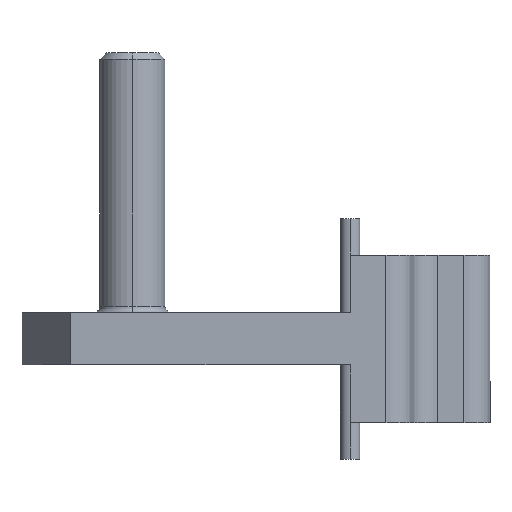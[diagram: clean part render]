
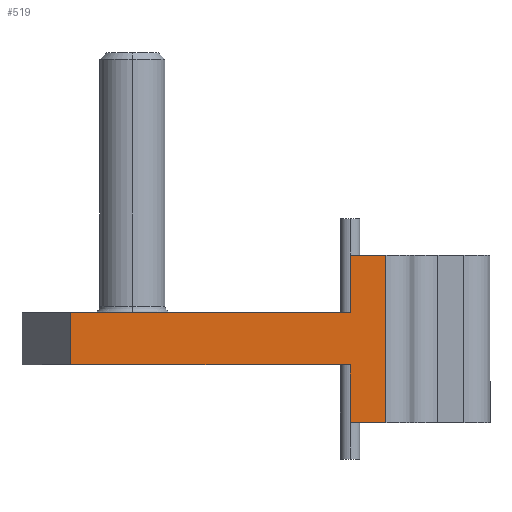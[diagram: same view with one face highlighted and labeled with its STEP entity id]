
A CAD part, left-side view. The second image highlights one B-rep face of the part: STEP entity #519.
In plain terms, the highlighted planar face has unit normal (-1, 0, 0).
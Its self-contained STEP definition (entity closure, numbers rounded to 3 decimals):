
#4 = VERTEX_POINT ( 'NONE', #847 ) ;
#44 = CARTESIAN_POINT ( 'NONE',  ( -14., 9.497, 5. ) ) ;
#71 = CARTESIAN_POINT ( 'NONE',  ( -14., -33.5, 5. ) ) ;
#116 = CARTESIAN_POINT ( 'NONE',  ( -14., -33.5, 5. ) ) ;
#152 = FACE_OUTER_BOUND ( 'NONE', #436, .T. ) ;
#161 = CARTESIAN_POINT ( 'NONE',  ( -14., -35., 13.9 ) ) ;
#165 = DIRECTION ( 'NONE',  ( 0., -1., 0. ) ) ;
#247 = DIRECTION ( 'NONE',  ( 0., -1., 0. ) ) ;
#251 = LINE ( 'NONE', #116, #1197 ) ;
#270 = DIRECTION ( 'NONE',  ( 0., 0., -1. ) ) ;
#315 = CARTESIAN_POINT ( 'NONE',  ( -14., 9.497, 45. ) ) ;
#422 = EDGE_CURVE ( 'NONE', #694, #4, #1721, .T. ) ;
#436 = EDGE_LOOP ( 'NONE', ( #1447, #1602, #1144, #695, #532, #1979, #1976, #2022 ) ) ;
#492 = VERTEX_POINT ( 'NONE', #1975 ) ;
#519 = ADVANCED_FACE ( 'NONE', ( #152 ), #1216, .F. ) ;
#532 = ORIENTED_EDGE ( 'NONE', *, *, #592, .F. ) ;
#551 = VERTEX_POINT ( 'NONE', #44 ) ;
#592 = EDGE_CURVE ( 'NONE', #492, #1478, #976, .T. ) ;
#599 = CARTESIAN_POINT ( 'NONE',  ( -14., -39., -11.9 ) ) ;
#678 = VECTOR ( 'NONE', #770, 1000. ) ;
#694 = VERTEX_POINT ( 'NONE', #1076 ) ;
#695 = ORIENTED_EDGE ( 'NONE', *, *, #1938, .T. ) ;
#696 = DIRECTION ( 'NONE',  ( 0., 1., 0. ) ) ;
#741 = AXIS2_PLACEMENT_3D ( 'NONE', #1682, #1025, #1531 ) ;
#758 = VECTOR ( 'NONE', #270, 1000. ) ;
#770 = DIRECTION ( 'NONE',  ( 0., 0., 1. ) ) ;
#847 = CARTESIAN_POINT ( 'NONE',  ( -14., -39., 13.9 ) ) ;
#877 = CARTESIAN_POINT ( 'NONE',  ( -14., -28., -3. ) ) ;
#973 = LINE ( 'NONE', #1592, #678 ) ;
#976 = LINE ( 'NONE', #877, #2033 ) ;
#1025 = DIRECTION ( 'NONE',  ( 1., 0., 0. ) ) ;
#1076 = CARTESIAN_POINT ( 'NONE',  ( -14., -33.5, 13.9 ) ) ;
#1123 = DIRECTION ( 'NONE',  ( 0., 1., 0. ) ) ;
#1144 = ORIENTED_EDGE ( 'NONE', *, *, #1686, .F. ) ;
#1197 = VECTOR ( 'NONE', #1242, 1000. ) ;
#1201 = EDGE_CURVE ( 'NONE', #492, #2151, #1221, .T. ) ;
#1216 = PLANE ( 'NONE',  #741 ) ;
#1221 = LINE ( 'NONE', #1742, #758 ) ;
#1242 = DIRECTION ( 'NONE',  ( 0., 0., -1. ) ) ;
#1248 = EDGE_CURVE ( 'NONE', #1839, #2151, #1351, .T. ) ;
#1278 = CARTESIAN_POINT ( 'NONE',  ( -14., -39., -11.9 ) ) ;
#1281 = DIRECTION ( 'NONE',  ( 0., 0., -1. ) ) ;
#1351 = LINE ( 'NONE', #1278, #1984 ) ;
#1447 = ORIENTED_EDGE ( 'NONE', *, *, #422, .F. ) ;
#1478 = VERTEX_POINT ( 'NONE', #1810 ) ;
#1531 = DIRECTION ( 'NONE',  ( 0., 0., -1. ) ) ;
#1570 = VERTEX_POINT ( 'NONE', #71 ) ;
#1580 = VECTOR ( 'NONE', #247, 1000. ) ;
#1592 = CARTESIAN_POINT ( 'NONE',  ( -14., -39., 5. ) ) ;
#1602 = ORIENTED_EDGE ( 'NONE', *, *, #1799, .T. ) ;
#1682 = CARTESIAN_POINT ( 'NONE',  ( -14., 0., 5. ) ) ;
#1686 = EDGE_CURVE ( 'NONE', #551, #1570, #2031, .T. ) ;
#1692 = VECTOR ( 'NONE', #165, 1000. ) ;
#1721 = LINE ( 'NONE', #161, #1692 ) ;
#1742 = CARTESIAN_POINT ( 'NONE',  ( -14., -33.5, 5. ) ) ;
#1799 = EDGE_CURVE ( 'NONE', #694, #1570, #251, .T. ) ;
#1810 = CARTESIAN_POINT ( 'NONE',  ( -14., 9.497, -3. ) ) ;
#1814 = EDGE_CURVE ( 'NONE', #1839, #4, #973, .T. ) ;
#1839 = VERTEX_POINT ( 'NONE', #599 ) ;
#1905 = VECTOR ( 'NONE', #1281, 1000. ) ;
#1938 = EDGE_CURVE ( 'NONE', #551, #1478, #2089, .T. ) ;
#1975 = CARTESIAN_POINT ( 'NONE',  ( -14., -33.5, -3. ) ) ;
#1976 = ORIENTED_EDGE ( 'NONE', *, *, #1248, .F. ) ;
#1979 = ORIENTED_EDGE ( 'NONE', *, *, #1201, .T. ) ;
#1984 = VECTOR ( 'NONE', #1123, 1000. ) ;
#2003 = CARTESIAN_POINT ( 'NONE',  ( -14., -33.5, -11.9 ) ) ;
#2022 = ORIENTED_EDGE ( 'NONE', *, *, #1814, .T. ) ;
#2031 = LINE ( 'NONE', #2056, #1580 ) ;
#2033 = VECTOR ( 'NONE', #696, 1000. ) ;
#2056 = CARTESIAN_POINT ( 'NONE',  ( -14., 9.497, 5. ) ) ;
#2089 = LINE ( 'NONE', #315, #1905 ) ;
#2151 = VERTEX_POINT ( 'NONE', #2003 ) ;
